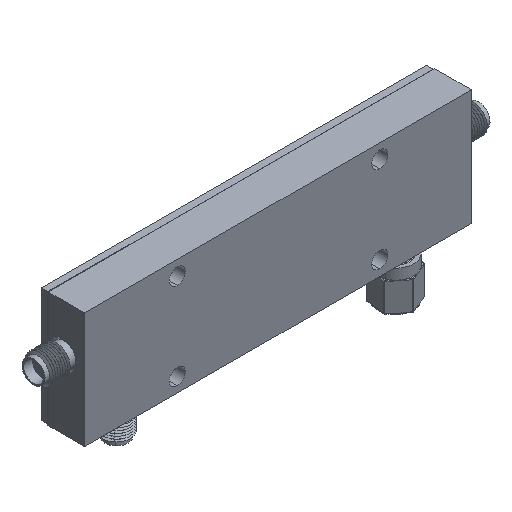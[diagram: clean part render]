
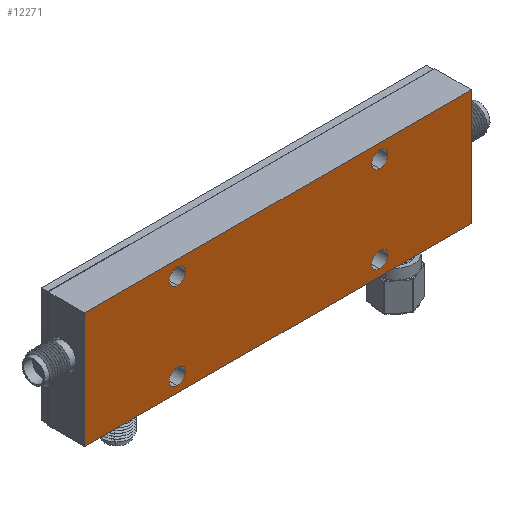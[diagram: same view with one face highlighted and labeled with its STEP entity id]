
A CAD part, isometric view. The second image highlights one B-rep face of the part: STEP entity #12271.
In plain terms, the highlighted planar face has unit normal (0, -1, 0).
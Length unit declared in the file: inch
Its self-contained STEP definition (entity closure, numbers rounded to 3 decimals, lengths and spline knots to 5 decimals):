
#388 = DIRECTION ( 'NONE',  ( 0., 1., 0. ) ) ;
#547 = EDGE_LOOP ( 'NONE', ( #20179, #33235 ) ) ;
#727 = DIRECTION ( 'NONE',  ( -1., 0., 0. ) ) ;
#1120 = FACE_OUTER_BOUND ( 'NONE', #13016, .T. ) ;
#2340 = VERTEX_POINT ( 'NONE', #28978 ) ;
#2488 = ORIENTED_EDGE ( 'NONE', *, *, #23278, .F. ) ;
#2585 = CARTESIAN_POINT ( 'NONE',  ( 0.88, 0., -0.375 ) ) ;
#3026 = LINE ( 'NONE', #14052, #27089 ) ;
#3031 = AXIS2_PLACEMENT_3D ( 'NONE', #31916, #8754, #42550 ) ;
#3869 = CARTESIAN_POINT ( 'NONE',  ( -0.87, 0., 0.445 ) ) ;
#4026 = CARTESIAN_POINT ( 'NONE',  ( 0.88, 0., 0.445 ) ) ;
#4216 = CIRCLE ( 'NONE', #18244, 0.07 ) ;
#4707 = LINE ( 'NONE', #34290, #34926 ) ;
#4868 = CARTESIAN_POINT ( 'NONE',  ( -1.67, 0., 0.5 ) ) ;
#4983 = AXIS2_PLACEMENT_3D ( 'NONE', #31757, #41747, #14786 ) ;
#5028 = AXIS2_PLACEMENT_3D ( 'NONE', #10119, #36625, #23546 ) ;
#5081 = LINE ( 'NONE', #4868, #42093 ) ;
#5530 = EDGE_LOOP ( 'NONE', ( #28972, #28301 ) ) ;
#5736 = EDGE_CURVE ( 'NONE', #12236, #23145, #4707, .T. ) ;
#6058 = EDGE_CURVE ( 'NONE', #23145, #2340, #5081, .T. ) ;
#6831 = VERTEX_POINT ( 'NONE', #15744 ) ;
#7307 = EDGE_CURVE ( 'NONE', #38013, #14660, #10899, .T. ) ;
#7880 = CARTESIAN_POINT ( 'NONE',  ( 0.88, 0., 0.305 ) ) ;
#8307 = VECTOR ( 'NONE', #11089, 39.37008 ) ;
#8611 = ORIENTED_EDGE ( 'NONE', *, *, #17064, .F. ) ;
#8754 = DIRECTION ( 'NONE',  ( 0., 1., 0. ) ) ;
#9371 = CARTESIAN_POINT ( 'NONE',  ( -0.87, 0., 0.305 ) ) ;
#10119 = CARTESIAN_POINT ( 'NONE',  ( 0.88, 0., 0.375 ) ) ;
#10499 = CARTESIAN_POINT ( 'NONE',  ( -0.87, 0., -0.305 ) ) ;
#10666 = ORIENTED_EDGE ( 'NONE', *, *, #20693, .T. ) ;
#10839 = PLANE ( 'NONE',  #4983 ) ;
#10899 = CIRCLE ( 'NONE', #19316, 0.07 ) ;
#10934 = DIRECTION ( 'NONE',  ( 0., 0., 1. ) ) ;
#11089 = DIRECTION ( 'NONE',  ( 0., 0., -1. ) ) ;
#12236 = VERTEX_POINT ( 'NONE', #34453 ) ;
#12271 = ADVANCED_FACE ( 'NONE', ( #14145, #31321, #1120, #27579, #41087 ), #10839, .T. ) ;
#12370 = ORIENTED_EDGE ( 'NONE', *, *, #33417, .T. ) ;
#12526 = AXIS2_PLACEMENT_3D ( 'NONE', #35557, #15454, #42427 ) ;
#13016 = EDGE_LOOP ( 'NONE', ( #2488, #8611, #31135, #14119 ) ) ;
#13306 = LINE ( 'NONE', #41544, #8307 ) ;
#13643 = VERTEX_POINT ( 'NONE', #10499 ) ;
#14052 = CARTESIAN_POINT ( 'NONE',  ( -1.67, 0., 0.5 ) ) ;
#14119 = ORIENTED_EDGE ( 'NONE', *, *, #5736, .F. ) ;
#14145 = FACE_BOUND ( 'NONE', #547, .T. ) ;
#14643 = DIRECTION ( 'NONE',  ( 0., 1., 0. ) ) ;
#14660 = VERTEX_POINT ( 'NONE', #9371 ) ;
#14786 = DIRECTION ( 'NONE',  ( 0., 0., -1. ) ) ;
#15454 = DIRECTION ( 'NONE',  ( 0., 1., 0. ) ) ;
#15744 = CARTESIAN_POINT ( 'NONE',  ( 1.67, 0., 0.5 ) ) ;
#15811 = DIRECTION ( 'NONE',  ( 0., 1., 0. ) ) ;
#16123 = DIRECTION ( 'NONE',  ( 0., 1., 0. ) ) ;
#17064 = EDGE_CURVE ( 'NONE', #2340, #6831, #3026, .T. ) ;
#18244 = AXIS2_PLACEMENT_3D ( 'NONE', #2585, #15811, #33041 ) ;
#19316 = AXIS2_PLACEMENT_3D ( 'NONE', #26624, #388, #37258 ) ;
#19841 = CARTESIAN_POINT ( 'NONE',  ( -0.87, 0., -0.445 ) ) ;
#19869 = AXIS2_PLACEMENT_3D ( 'NONE', #20627, #37657, #27015 ) ;
#20179 = ORIENTED_EDGE ( 'NONE', *, *, #43225, .T. ) ;
#20627 = CARTESIAN_POINT ( 'NONE',  ( -0.87, 0., -0.375 ) ) ;
#20693 = EDGE_CURVE ( 'NONE', #30469, #13643, #39150, .T. ) ;
#21751 = CARTESIAN_POINT ( 'NONE',  ( 0.88, 0., -0.305 ) ) ;
#21763 = EDGE_LOOP ( 'NONE', ( #41375, #12370 ) ) ;
#23145 = VERTEX_POINT ( 'NONE', #38725 ) ;
#23278 = EDGE_CURVE ( 'NONE', #6831, #12236, #13306, .T. ) ;
#23381 = EDGE_CURVE ( 'NONE', #14660, #38013, #31528, .T. ) ;
#23546 = DIRECTION ( 'NONE',  ( 0., 0., 1. ) ) ;
#23762 = EDGE_CURVE ( 'NONE', #43073, #31627, #41499, .T. ) ;
#23830 = AXIS2_PLACEMENT_3D ( 'NONE', #28522, #14643, #10934 ) ;
#23950 = DIRECTION ( 'NONE',  ( 1., 0., 0. ) ) ;
#24126 = EDGE_LOOP ( 'NONE', ( #10666, #33560 ) ) ;
#24493 = EDGE_CURVE ( 'NONE', #32235, #41673, #4216, .T. ) ;
#26624 = CARTESIAN_POINT ( 'NONE',  ( -0.87, 0., 0.375 ) ) ;
#27015 = DIRECTION ( 'NONE',  ( 0., 0., 1. ) ) ;
#27089 = VECTOR ( 'NONE', #23950, 39.37008 ) ;
#27579 = FACE_BOUND ( 'NONE', #21763, .T. ) ;
#27645 = CARTESIAN_POINT ( 'NONE',  ( 0.88, 0., -0.445 ) ) ;
#28301 = ORIENTED_EDGE ( 'NONE', *, *, #7307, .T. ) ;
#28522 = CARTESIAN_POINT ( 'NONE',  ( 0.88, 0., 0.375 ) ) ;
#28972 = ORIENTED_EDGE ( 'NONE', *, *, #23381, .T. ) ;
#28978 = CARTESIAN_POINT ( 'NONE',  ( -1.67, 0., 0.5 ) ) ;
#29016 = CIRCLE ( 'NONE', #19869, 0.07 ) ;
#30469 = VERTEX_POINT ( 'NONE', #19841 ) ;
#31135 = ORIENTED_EDGE ( 'NONE', *, *, #6058, .F. ) ;
#31321 = FACE_BOUND ( 'NONE', #24126, .T. ) ;
#31528 = CIRCLE ( 'NONE', #12526, 0.07 ) ;
#31627 = VERTEX_POINT ( 'NONE', #7880 ) ;
#31757 = CARTESIAN_POINT ( 'NONE',  ( 0., 0., 0. ) ) ;
#31916 = CARTESIAN_POINT ( 'NONE',  ( 0.88, 0., -0.375 ) ) ;
#32235 = VERTEX_POINT ( 'NONE', #27645 ) ;
#32783 = AXIS2_PLACEMENT_3D ( 'NONE', #36237, #16123, #33137 ) ;
#33041 = DIRECTION ( 'NONE',  ( 0., 0., 1. ) ) ;
#33137 = DIRECTION ( 'NONE',  ( 0., 0., 1. ) ) ;
#33235 = ORIENTED_EDGE ( 'NONE', *, *, #23762, .T. ) ;
#33417 = EDGE_CURVE ( 'NONE', #41673, #32235, #41098, .T. ) ;
#33560 = ORIENTED_EDGE ( 'NONE', *, *, #43616, .T. ) ;
#34290 = CARTESIAN_POINT ( 'NONE',  ( -1.67, 0., -0.5 ) ) ;
#34453 = CARTESIAN_POINT ( 'NONE',  ( 1.67, 0., -0.5 ) ) ;
#34926 = VECTOR ( 'NONE', #727, 39.37008 ) ;
#35324 = CIRCLE ( 'NONE', #5028, 0.07 ) ;
#35557 = CARTESIAN_POINT ( 'NONE',  ( -0.87, 0., 0.375 ) ) ;
#36237 = CARTESIAN_POINT ( 'NONE',  ( -0.87, 0., -0.375 ) ) ;
#36625 = DIRECTION ( 'NONE',  ( 0., 1., 0. ) ) ;
#37258 = DIRECTION ( 'NONE',  ( 0., 0., 1. ) ) ;
#37657 = DIRECTION ( 'NONE',  ( 0., 1., 0. ) ) ;
#38013 = VERTEX_POINT ( 'NONE', #3869 ) ;
#38725 = CARTESIAN_POINT ( 'NONE',  ( -1.67, 0., -0.5 ) ) ;
#39150 = CIRCLE ( 'NONE', #32783, 0.07 ) ;
#41087 = FACE_BOUND ( 'NONE', #5530, .T. ) ;
#41098 = CIRCLE ( 'NONE', #3031, 0.07 ) ;
#41375 = ORIENTED_EDGE ( 'NONE', *, *, #24493, .T. ) ;
#41499 = CIRCLE ( 'NONE', #23830, 0.07 ) ;
#41544 = CARTESIAN_POINT ( 'NONE',  ( 1.67, 0., 0.5 ) ) ;
#41673 = VERTEX_POINT ( 'NONE', #21751 ) ;
#41747 = DIRECTION ( 'NONE',  ( 0., -1., 0. ) ) ;
#42093 = VECTOR ( 'NONE', #42399, 39.37008 ) ;
#42399 = DIRECTION ( 'NONE',  ( 0., 0., 1. ) ) ;
#42427 = DIRECTION ( 'NONE',  ( 0., 0., 1. ) ) ;
#42550 = DIRECTION ( 'NONE',  ( 0., 0., 1. ) ) ;
#43073 = VERTEX_POINT ( 'NONE', #4026 ) ;
#43225 = EDGE_CURVE ( 'NONE', #31627, #43073, #35324, .T. ) ;
#43616 = EDGE_CURVE ( 'NONE', #13643, #30469, #29016, .T. ) ;
